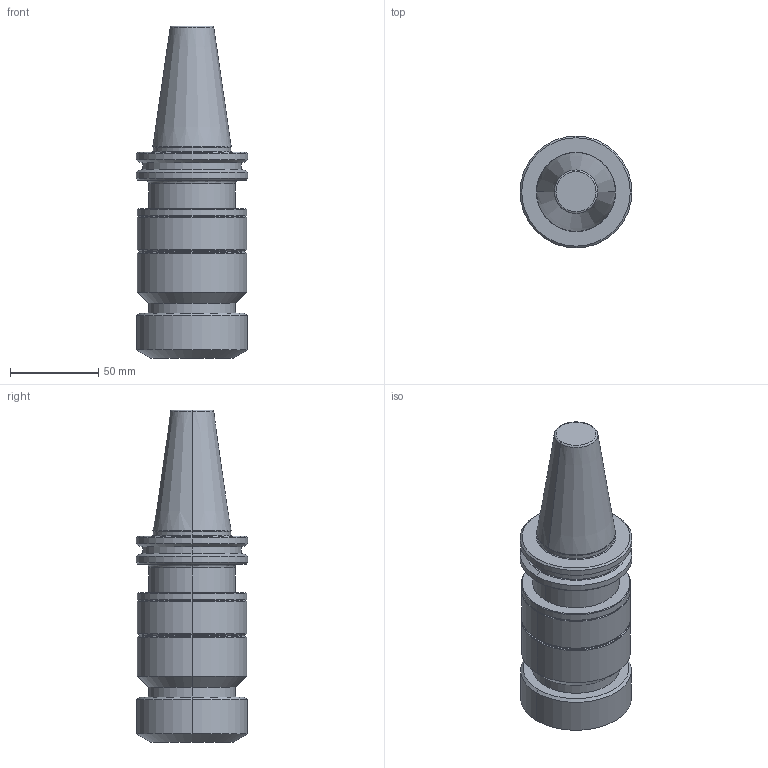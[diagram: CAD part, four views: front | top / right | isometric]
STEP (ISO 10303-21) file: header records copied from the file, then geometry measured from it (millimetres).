
FILE_DESCRIPTION (( 'STEP AP203' ), '1' );
FILE_NAME ('SK 40 ER 40 120 AD+B MLC.STEP', '2019-05-06T11:18:48', ( '' ), ( '' ), 'SwSTEP 2.0', 'SolidWorks 2014', '' );
FILE_SCHEMA (( 'CONFIG_CONTROL_DESIGN' ));
Length unit declared in the file: millimetre
Products named in the file (1): SK 40 ER 40 120 AD+B MLC
Bounding box: 63.5 x 63.5 x 188.4 mm (x, y, z)
Volume: 392545.7 mm3; surface area: 39874.3 mm2
Topology: 2 solids, 2 shells, 70 faces, 140 edges, 80 vertices
Faces by surface type: cone 28, cylinder 22, plane 10, bspline 6, torus 4
Entity records: 2019 total; most frequent: CARTESIAN_POINT 447, DIRECTION 356, ORIENTED_EDGE 280, AXIS2_PLACEMENT_3D 153, EDGE_CURVE 140, CIRCLE 88, VERTEX_POINT 80, EDGE_LOOP 78
